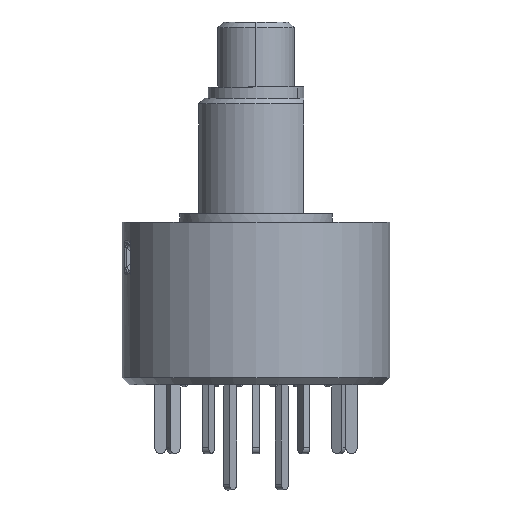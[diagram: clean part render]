
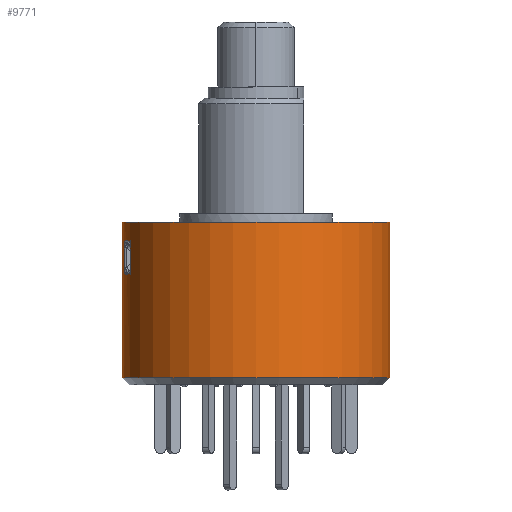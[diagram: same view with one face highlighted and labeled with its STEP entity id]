
A CAD part, left-side view. The second image highlights one B-rep face of the part: STEP entity #9771.
In plain terms, the highlighted cylindrical face has radius 7 mm (diameter 14 mm), a partial arc.
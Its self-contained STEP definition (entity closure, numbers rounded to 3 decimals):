
#225 = FACE_BOUND ( 'NONE', #4266, .T. ) ;
#379 = VERTEX_POINT ( 'NONE', #7029 ) ;
#662 = EDGE_CURVE ( 'NONE', #13681, #12473, #3461, .T. ) ;
#816 =( BOUNDED_CURVE ( )  B_SPLINE_CURVE ( 3, ( #11210, #18485, #17199, #11154 ),
 .UNSPECIFIED., .F., .T. ) 
 B_SPLINE_CURVE_WITH_KNOTS ( ( 4, 4 ),
 ( 3.056, 3.227 ),
 .UNSPECIFIED. ) 
 CURVE ( )  GEOMETRIC_REPRESENTATION_ITEM ( )  RATIONAL_B_SPLINE_CURVE ( ( 1., 0.998, 0.998, 1. ) ) 
 REPRESENTATION_ITEM ( '' )  );
#1030 = CARTESIAN_POINT ( 'NONE',  ( 0., 0., -0.45 ) ) ;
#1207 = DIRECTION ( 'NONE',  ( 0., 0., 1. ) ) ;
#1376 = EDGE_CURVE ( 'NONE', #15972, #3989, #2263, .T. ) ;
#1855 = DIRECTION ( 'NONE',  ( 0., 0., -1. ) ) ;
#2184 = EDGE_CURVE ( 'NONE', #3989, #13681, #816, .T. ) ;
#2227 = CARTESIAN_POINT ( 'NONE',  ( 0., 7., -0.45 ) ) ;
#2263 = LINE ( 'NONE', #19053, #13680 ) ;
#2272 = CARTESIAN_POINT ( 'NONE',  ( -1.618, 6.813, -3.167 ) ) ;
#2484 = EDGE_CURVE ( 'NONE', #12473, #17763, #10938, .T. ) ;
#2533 = DIRECTION ( 'NONE',  ( 0., 0., 1. ) ) ;
#2682 = LINE ( 'NONE', #18134, #7306 ) ;
#2789 = CARTESIAN_POINT ( 'NONE',  ( -2.005, 6.71, -3.167 ) ) ;
#3461 = LINE ( 'NONE', #7737, #4384 ) ;
#3638 = CARTESIAN_POINT ( 'NONE',  ( -1.226, 6.892, -3.152 ) ) ;
#3689 = FACE_OUTER_BOUND ( 'NONE', #16228, .T. ) ;
#3734 = DIRECTION ( 'NONE',  ( 0., 0., -1. ) ) ;
#3747 = CARTESIAN_POINT ( 'NONE',  ( -2.384, 6.581, -3.152 ) ) ;
#3989 = VERTEX_POINT ( 'NONE', #7305 ) ;
#4158 = CARTESIAN_POINT ( 'NONE',  ( -2.384, 6.581, -1.425 ) ) ;
#4266 = EDGE_LOOP ( 'NONE', ( #12272, #7377, #7092, #7740, #9347 ) ) ;
#4384 = VECTOR ( 'NONE', #13835, 1000. ) ;
#4476 = CARTESIAN_POINT ( 'NONE',  ( -2.384, 6.581, -3.152 ) ) ;
#4651 = CARTESIAN_POINT ( 'NONE',  ( -1.226, 6.892, -3.152 ) ) ;
#4885 = VECTOR ( 'NONE', #3734, 1000. ) ;
#5167 = CARTESIAN_POINT ( 'NONE',  ( -1.423, 6.857, -3.162 ) ) ;
#5257 = DIRECTION ( 'NONE',  ( 0., 0., -1. ) ) ;
#5275 = AXIS2_PLACEMENT_3D ( 'NONE', #1030, #2533, #12892 ) ;
#5789 = LINE ( 'NONE', #2227, #4885 ) ;
#6256 = CARTESIAN_POINT ( 'NONE',  ( 0., -7., -0.45 ) ) ;
#6379 = ORIENTED_EDGE ( 'NONE', *, *, #10587, .F. ) ;
#7029 = CARTESIAN_POINT ( 'NONE',  ( 0., 7., -8.574 ) ) ;
#7092 = ORIENTED_EDGE ( 'NONE', *, *, #1376, .T. ) ;
#7305 = CARTESIAN_POINT ( 'NONE',  ( -1.226, 6.892, -1.425 ) ) ;
#7306 = VECTOR ( 'NONE', #1855, 1000. ) ;
#7377 = ORIENTED_EDGE ( 'NONE', *, *, #10257, .T. ) ;
#7435 = CARTESIAN_POINT ( 'NONE',  ( -2.196, 6.65, -3.162 ) ) ;
#7437 =( BOUNDED_CURVE ( )  B_SPLINE_CURVE ( 3, ( #7952, #2272, #5167, #3638 ),
 .UNSPECIFIED., .F., .F. ) 
 B_SPLINE_CURVE_WITH_KNOTS ( ( 4, 4 ),
 ( 0., 0.086 ),
 .UNSPECIFIED. ) 
 CURVE ( )  GEOMETRIC_REPRESENTATION_ITEM ( )  RATIONAL_B_SPLINE_CURVE ( ( 1., 0.999, 0.999, 1. ) ) 
 REPRESENTATION_ITEM ( '' )  );
#7737 = CARTESIAN_POINT ( 'NONE',  ( -2.384, 6.581, -0.45 ) ) ;
#7740 = ORIENTED_EDGE ( 'NONE', *, *, #2184, .T. ) ;
#7952 = CARTESIAN_POINT ( 'NONE',  ( -1.812, 6.761, -3.167 ) ) ;
#8612 = DIRECTION ( 'NONE',  ( 0., -1., 0. ) ) ;
#8807 = CIRCLE ( 'NONE', #5275, 7. ) ;
#9202 = VERTEX_POINT ( 'NONE', #9644 ) ;
#9347 = ORIENTED_EDGE ( 'NONE', *, *, #662, .T. ) ;
#9644 = CARTESIAN_POINT ( 'NONE',  ( 0., 7., -0.45 ) ) ;
#9771 = ADVANCED_FACE ( 'NONE', ( #3689, #225 ), #16028, .T. ) ;
#10257 = EDGE_CURVE ( 'NONE', #17763, #15972, #7437, .T. ) ;
#10587 = EDGE_CURVE ( 'NONE', #13891, #15974, #2682, .T. ) ;
#10938 =( BOUNDED_CURVE ( )  B_SPLINE_CURVE ( 3, ( #4476, #7435, #2789, #19050 ),
 .UNSPECIFIED., .F., .T. ) 
 B_SPLINE_CURVE_WITH_KNOTS ( ( 4, 4 ),
 ( 6.197, 6.283 ),
 .UNSPECIFIED. ) 
 CURVE ( )  GEOMETRIC_REPRESENTATION_ITEM ( )  RATIONAL_B_SPLINE_CURVE ( ( 1., 0.999, 0.999, 1. ) ) 
 REPRESENTATION_ITEM ( '' )  );
#11154 = CARTESIAN_POINT ( 'NONE',  ( -2.384, 6.581, -1.425 ) ) ;
#11210 = CARTESIAN_POINT ( 'NONE',  ( -1.226, 6.892, -1.425 ) ) ;
#11568 = CARTESIAN_POINT ( 'NONE',  ( 0., 0., -8.574 ) ) ;
#12199 = EDGE_CURVE ( 'NONE', #379, #15974, #15086, .T. ) ;
#12272 = ORIENTED_EDGE ( 'NONE', *, *, #2484, .T. ) ;
#12473 = VERTEX_POINT ( 'NONE', #3747 ) ;
#12892 = DIRECTION ( 'NONE',  ( 0., -1., 0. ) ) ;
#12933 = DIRECTION ( 'NONE',  ( 0., 0., 1. ) ) ;
#13680 = VECTOR ( 'NONE', #12933, 1000. ) ;
#13681 = VERTEX_POINT ( 'NONE', #4158 ) ;
#13835 = DIRECTION ( 'NONE',  ( 0., 0., -1. ) ) ;
#13891 = VERTEX_POINT ( 'NONE', #6256 ) ;
#14203 = CARTESIAN_POINT ( 'NONE',  ( 0., 0., -0.45 ) ) ;
#14588 = CARTESIAN_POINT ( 'NONE',  ( -1.812, 6.761, -3.167 ) ) ;
#14995 = ORIENTED_EDGE ( 'NONE', *, *, #15047, .F. ) ;
#15047 = EDGE_CURVE ( 'NONE', #9202, #13891, #8807, .T. ) ;
#15086 = CIRCLE ( 'NONE', #16534, 7. ) ;
#15140 = CARTESIAN_POINT ( 'NONE',  ( 0., -7., -8.574 ) ) ;
#15972 = VERTEX_POINT ( 'NONE', #4651 ) ;
#15974 = VERTEX_POINT ( 'NONE', #15140 ) ;
#16028 = CYLINDRICAL_SURFACE ( 'NONE', #17988, 7. ) ;
#16228 = EDGE_LOOP ( 'NONE', ( #6379, #14995, #16591, #17908 ) ) ;
#16534 = AXIS2_PLACEMENT_3D ( 'NONE', #11568, #1207, #8612 ) ;
#16591 = ORIENTED_EDGE ( 'NONE', *, *, #19063, .T. ) ;
#16935 = DIRECTION ( 'NONE',  ( 0., 1., 0. ) ) ;
#17199 = CARTESIAN_POINT ( 'NONE',  ( -2.007, 6.718, -1.406 ) ) ;
#17763 = VERTEX_POINT ( 'NONE', #14588 ) ;
#17908 = ORIENTED_EDGE ( 'NONE', *, *, #12199, .T. ) ;
#17988 = AXIS2_PLACEMENT_3D ( 'NONE', #14203, #5257, #16935 ) ;
#18134 = CARTESIAN_POINT ( 'NONE',  ( 0., -7., -0.45 ) ) ;
#18485 = CARTESIAN_POINT ( 'NONE',  ( -1.62, 6.822, -1.406 ) ) ;
#19050 = CARTESIAN_POINT ( 'NONE',  ( -1.812, 6.761, -3.167 ) ) ;
#19053 = CARTESIAN_POINT ( 'NONE',  ( -1.226, 6.892, -0.45 ) ) ;
#19063 = EDGE_CURVE ( 'NONE', #9202, #379, #5789, .T. ) ;
